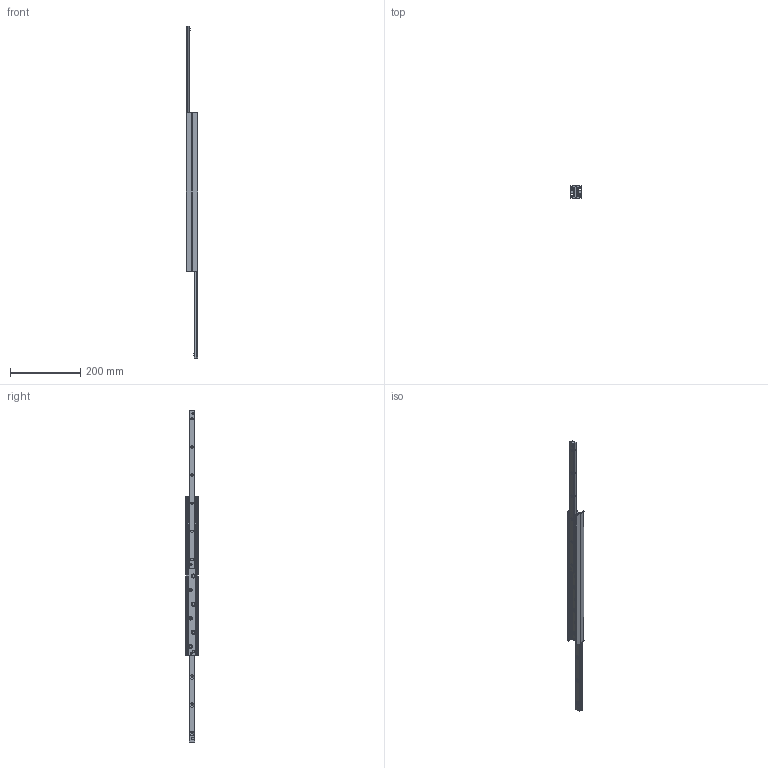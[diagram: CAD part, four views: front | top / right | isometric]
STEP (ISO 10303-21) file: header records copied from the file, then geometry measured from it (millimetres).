
FILE_DESCRIPTION((''),'2;1');
FILE_NAME('LCAH 35-0450.DD.stp','2011-03-08T13:19:54',('MKoza'),(''),'Autodesk Inventor 2009','Autodesk Inventor 2009','');
FILE_SCHEMA(('AUTOMOTIVE_DESIGN { 1 0 10303 214 1 1 1 1 }'));
Length unit declared in the file: millimetre
Products named in the file (8): LCAH 35.DD; LCH 35; LLMD 35; KF.LCA 35; AS.L 35 M5x3,2; VKB.L 35 M5x4; AS.L 35 5x3,2; DIN 7337 - A5 x 8 x 4,5
Assembly tree (27 placements, depth 2):
  LCAH 35.DD
    LCH 35  x2
    LLMD 35  x2
    KF.LCA 35  x2
    AS.L 35 M5x3,2  x2
    VKB.L 35 M5x4  x4
    AS.L 35 5x3,2  x4
    DIN 7337 - A5 x 8 x 4,5  x11
Bounding box: 34 x 35 x 944 mm (x, y, z)
Volume: 327130.6 mm3; surface area: 207226.4 mm2
Topology: 27 solids, 27 shells, 466 faces, 1097 edges, 725 vertices
Faces by surface type: plane 210, cylinder 122, bspline 113, torus 11, cone 10
Full cylindrical faces by diameter (mm): 5 x21, 6 x6, 9.5 x11
Entity records: 6430 total; most frequent: CARTESIAN_POINT 2007, DIRECTION 867, ORIENTED_EDGE 778, EDGE_CURVE 389, AXIS2_PLACEMENT_3D 334, VERTEX_POINT 288, EDGE_LOOP 287, VECTOR 199
